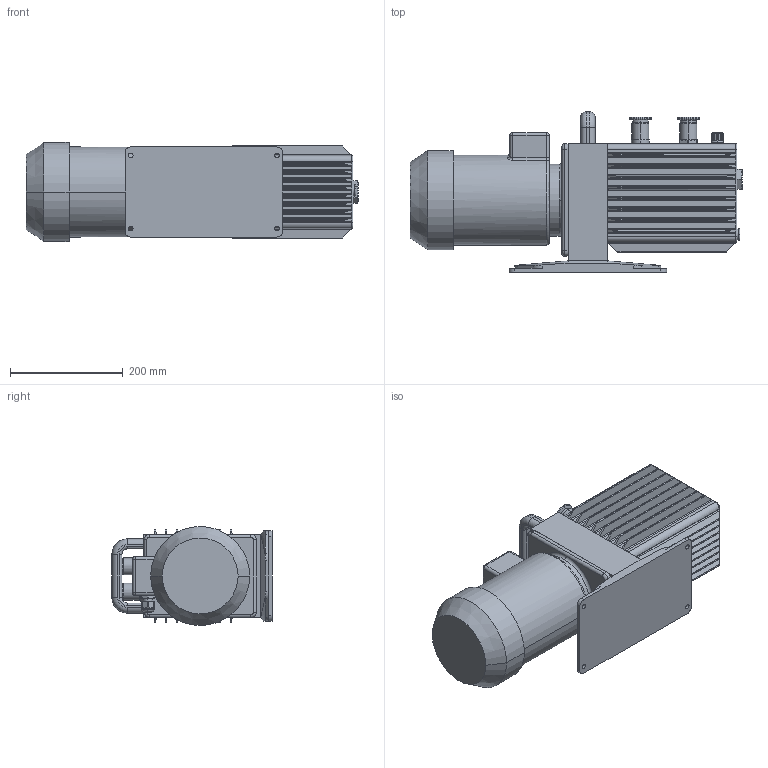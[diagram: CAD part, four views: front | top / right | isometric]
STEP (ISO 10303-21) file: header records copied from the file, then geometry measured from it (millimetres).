
FILE_DESCRIPTION (( 'STEP AP214' ), '1' );
FILE_NAME ('Íàñîñ âàêóóìíûé 2ÍÂÐ-5ÄÌ.STEP', '2023-12-03T19:41:09', ( '' ), ( '' ), 'SwSTEP 2.0', 'SolidWorks 2018', '' );
FILE_SCHEMA (( 'AUTOMOTIVE_DESIGN' ));
Length unit declared in the file: millimetre
Products named in the file (1): Íàñîñ âàêóóìíûé 2ÍÂÐ-5ÄÌ
Bounding box: 590 x 285 x 176 mm (x, y, z)
Volume: 14482857.1 mm3; surface area: 755205.7 mm2
Topology: 8 solids, 8 shells, 569 faces, 1386 edges, 841 vertices
Faces by surface type: cylinder 230, plane 226, cone 55, torus 48, bspline 6, sphere 4
Entity records: 17408 total; most frequent: CARTESIAN_POINT 4443, ORIENTED_EDGE 2764, DIRECTION 2625, EDGE_CURVE 1382, AXIS2_PLACEMENT_3D 945, VERTEX_POINT 841, LINE 735, VECTOR 735
